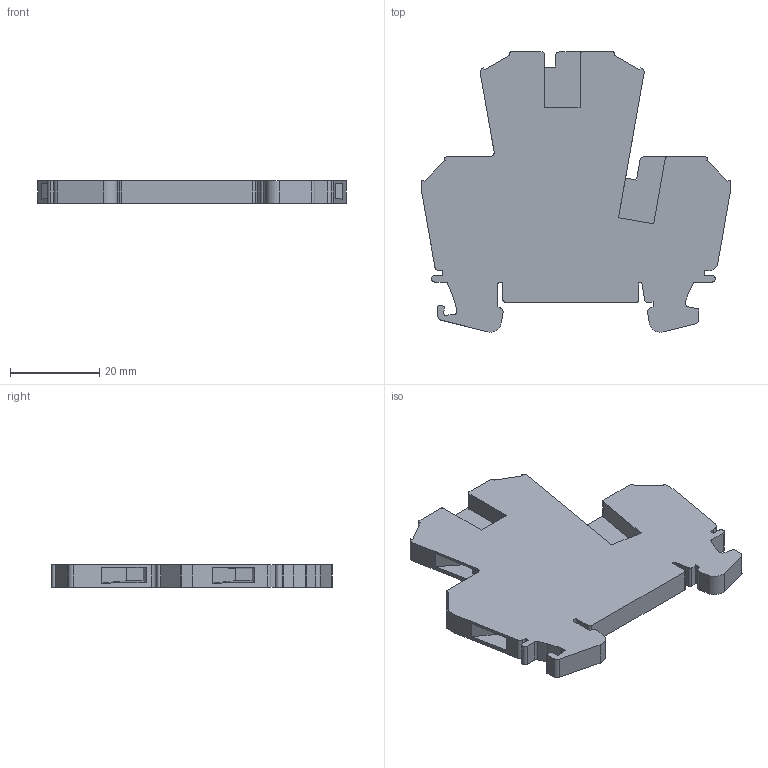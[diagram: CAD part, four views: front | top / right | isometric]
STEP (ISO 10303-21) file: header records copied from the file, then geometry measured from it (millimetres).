
FILE_DESCRIPTION((''),'2;1');
FILE_NAME('CDK25','2018-01-16T',('Administrator'),(''),'PRO/ENGINEER BY PARAMETRIC TECHNOLOGY CORPORATION, 2008230','PRO/ENGINEER BY PARAMETRIC TECHNOLOGY CORPORATION, 2008230','');
FILE_SCHEMA(('CONFIG_CONTROL_DESIGN'));
Length unit declared in the file: millimetre
Products named in the file (1): CDK25
Bounding box: 69 x 62.72 x 5 mm (x, y, z)
Volume: 13233.1 mm3; surface area: 8114.2 mm2
Topology: 1 solids, 1 shells, 145 faces, 405 edges, 270 vertices
Faces by surface type: plane 99, cylinder 46
Entity records: 4729 total; most frequent: CARTESIAN_POINT 905, ORIENTED_EDGE 810, DIRECTION 757, EDGE_CURVE 405, VECTOR 313, LINE 313, VERTEX_POINT 270, AXIS2_PLACEMENT_3D 222
